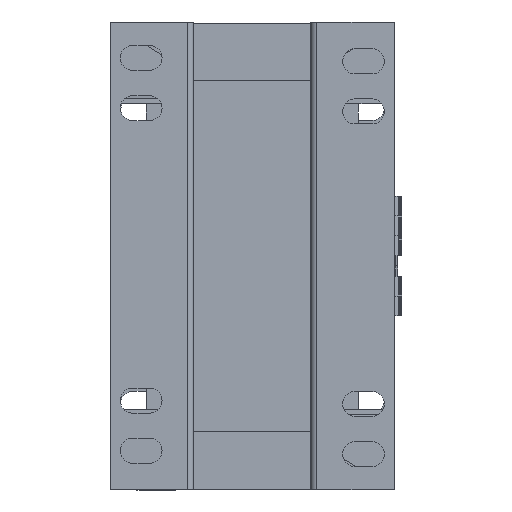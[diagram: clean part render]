
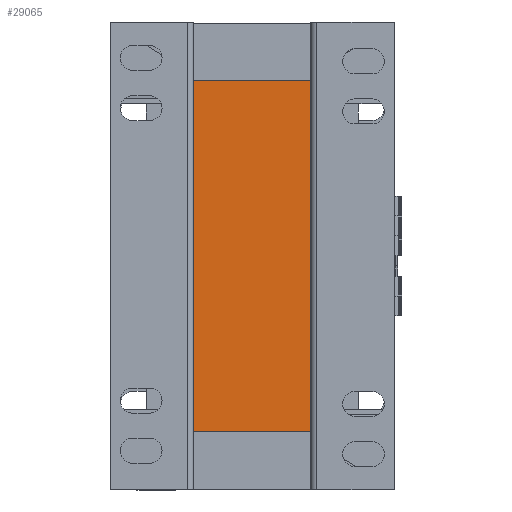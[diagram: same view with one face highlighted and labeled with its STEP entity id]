
A CAD part, left-side view. The second image highlights one B-rep face of the part: STEP entity #29065.
In plain terms, the highlighted planar face has unit normal (-1, 0, 0).
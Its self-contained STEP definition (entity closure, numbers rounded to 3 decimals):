
#3210=FACE_OUTER_BOUND('',#4767,.T.);
#4767=EDGE_LOOP('',(#19654,#19655,#19656,#19657));
#6419=LINE('',#41837,#9546);
#6427=LINE('',#41852,#9554);
#6428=LINE('',#41854,#9555);
#6429=LINE('',#41855,#9556);
#9546=VECTOR('',#33578,10.);
#9554=VECTOR('',#33590,10.);
#9555=VECTOR('',#33593,10.);
#9556=VECTOR('',#33594,10.);
#12673=VERTEX_POINT('',#41834);
#12674=VERTEX_POINT('',#41836);
#12678=VERTEX_POINT('',#41848);
#12679=VERTEX_POINT('',#41850);
#15410=EDGE_CURVE('',#12673,#12674,#6419,.T.);
#15418=EDGE_CURVE('',#12678,#12679,#6427,.T.);
#15419=EDGE_CURVE('',#12673,#12678,#6428,.T.);
#15420=EDGE_CURVE('',#12674,#12679,#6429,.T.);
#19654=ORIENTED_EDGE('',*,*,#15419,.T.);
#19655=ORIENTED_EDGE('',*,*,#15418,.T.);
#19656=ORIENTED_EDGE('',*,*,#15420,.F.);
#19657=ORIENTED_EDGE('',*,*,#15410,.F.);
#28067=PLANE('',#30978);
#29065=ADVANCED_FACE('',(#3210),#28067,.T.);
#30978=AXIS2_PLACEMENT_3D('',#41853,#33591,#33592);
#33578=DIRECTION('',(0.,1.,0.));
#33590=DIRECTION('',(0.,1.,0.));
#33591=DIRECTION('center_axis',(-1.,0.,0.));
#33592=DIRECTION('ref_axis',(0.,0.,1.));
#33593=DIRECTION('',(0.,0.,1.));
#33594=DIRECTION('',(0.,0.,1.));
#41834=CARTESIAN_POINT('',(-350.,0.,0.));
#41836=CARTESIAN_POINT('',(-350.,70.,0.));
#41837=CARTESIAN_POINT('',(-350.,0.,0.));
#41848=CARTESIAN_POINT('',(-350.,0.,210.));
#41850=CARTESIAN_POINT('',(-350.,70.,210.));
#41852=CARTESIAN_POINT('',(-350.,0.,210.));
#41853=CARTESIAN_POINT('Origin',(-350.,0.,0.));
#41854=CARTESIAN_POINT('',(-350.,0.,0.));
#41855=CARTESIAN_POINT('',(-350.,70.,0.));
